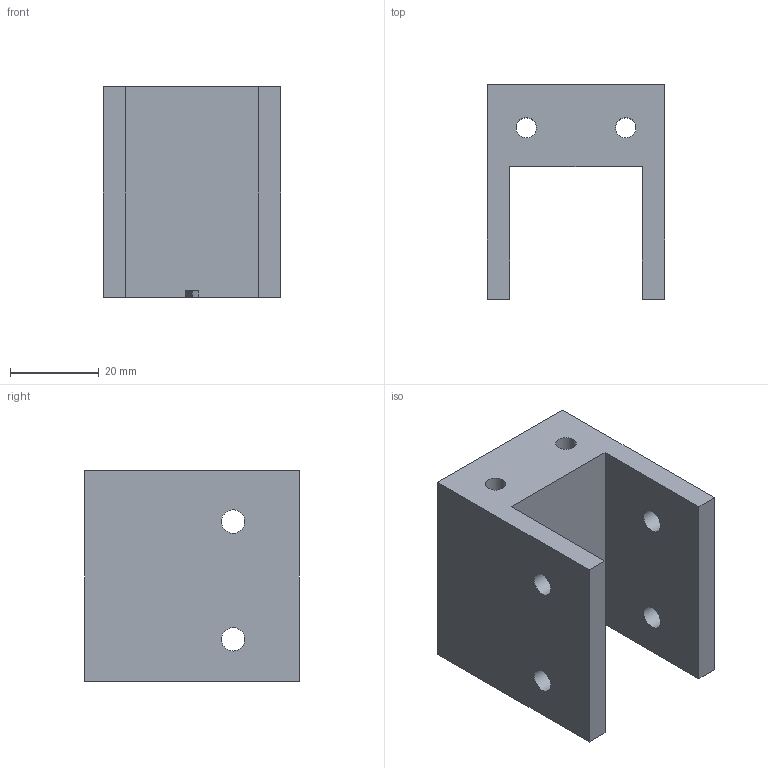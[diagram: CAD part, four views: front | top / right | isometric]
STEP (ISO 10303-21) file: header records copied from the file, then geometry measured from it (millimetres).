
FILE_DESCRIPTION(/* description */ (''),/* implementation_level */ '2;1');
FILE_NAME(/* name */ 'Servo back connector (1).step',/* time_stamp */ '2024-03-14T16:17:03+02:00',/* author */ (''),/* organization */ (''),/* preprocessor_version */ 'ST-DEVELOPER v20',/* originating_system */ 'Autodesk Translation Framework v12.20.1.177',/* authorisation */ '');
FILE_SCHEMA (('AUTOMOTIVE_DESIGN { 1 0 10303 214 3 1 1 }'));
Length unit declared in the file: millimetre
Products named in the file (1): (Unsaved)
Bounding box: 40 x 48.54 x 47.6 mm (x, y, z)
Volume: 34710.5 mm3; surface area: 15582.7 mm2
Topology: 1 solids, 1 shells, 32 faces, 89 edges, 60 vertices
Faces by surface type: plane 20, cylinder 8, bspline 4
Full cylindrical faces by diameter (mm): 4.6 x4, 5.3 x4
Entity records: 1326 total; most frequent: CARTESIAN_POINT 460, ORIENTED_EDGE 178, DIRECTION 148, EDGE_CURVE 89, VERTEX_POINT 60, LINE 58, VECTOR 58, EDGE_LOOP 49
